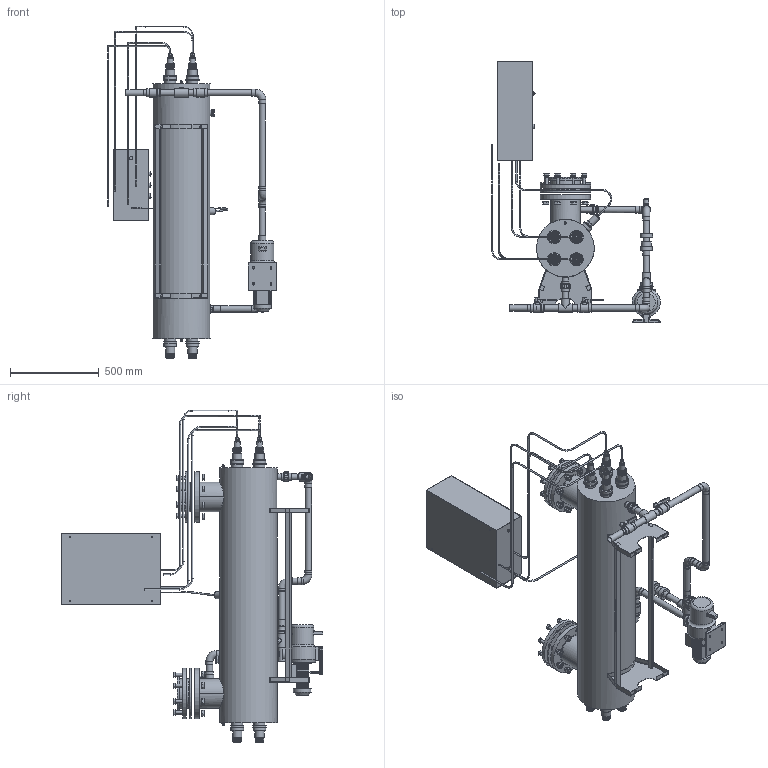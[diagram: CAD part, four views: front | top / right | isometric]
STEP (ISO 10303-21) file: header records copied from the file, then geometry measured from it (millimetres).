
FILE_DESCRIPTION (( 'STEP AP203' ), '1' );
FILE_NAME ('Ñáîðêà ÓÔÓ-150ÁÏ.STEP', '2024-08-15T13:47:27', ( '' ), ( '' ), 'SwSTEP 2.0', 'SolidWorks 2022', '' );
FILE_SCHEMA (( 'CONFIG_CONTROL_DESIGN' ));
Length unit declared in the file: millimetre
Products named in the file (1): Сборка УФУ-150БП
Bounding box: 953.37 x 1474.98 x 1873.27 mm (x, y, z)
Volume: 145135692.3 mm3; surface area: 7444743.1 mm2
Topology: 106 solids, 107 shells, 2186 faces, 4740 edges, 2973 vertices
Faces by surface type: plane 1139, cylinder 641, cone 248, torus 99, sphere 40, bspline 19
Full cylindrical faces by diameter (mm): 2 x4, 5.2 x2, 6 x7, 6.4 x4, 8 x23, 11 x2, 11.5 x1, 12 x9, 13 x4, 14.2 x2, 14.376 x4, 15 x2, 16 x24, 17.004 x1, 17.276 x2, 17.5 x16, 18 x33, 18.631 x1, 20 x3, 22 x16, 25 x4, 26.286 x3, 27 x1, 27.7 x2, 29 x14, 29.5 x1, 30 x2, 32 x17, 33 x4, 33.249 x2
Entity records: 62819 total; most frequent: CARTESIAN_POINT 18431, DIRECTION 9228, ORIENTED_EDGE 7886, EDGE_CURVE 3943, AXIS2_PLACEMENT_3D 3780, EDGE_LOOP 3267, VERTEX_POINT 2806, FACE_OUTER_BOUND 2679
